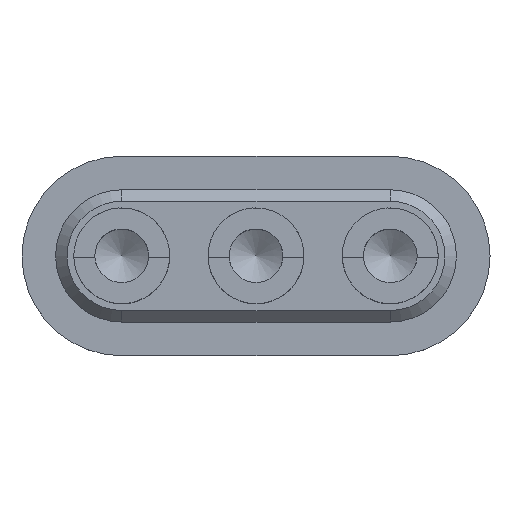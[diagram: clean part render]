
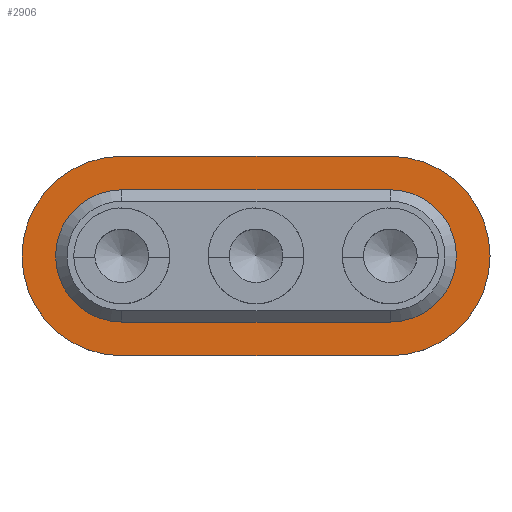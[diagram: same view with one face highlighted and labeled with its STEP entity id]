
A CAD part, top view. The second image highlights one B-rep face of the part: STEP entity #2906.
In plain terms, the highlighted face is planar.
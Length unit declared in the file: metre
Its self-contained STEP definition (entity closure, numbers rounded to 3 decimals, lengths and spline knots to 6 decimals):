
#284=CIRCLE('',#3164,0.000644);
#287=CIRCLE('',#3169,0.000644);
#290=CIRCLE('',#3173,0.001625);
#292=CIRCLE('',#3177,0.000644);
#297=CIRCLE('',#3184,0.001625);
#299=CIRCLE('',#3187,0.000644);
#307=CIRCLE('',#3203,0.001625);
#311=CIRCLE('',#3209,0.0026);
#312=CIRCLE('',#3210,0.0026);
#313=CIRCLE('',#3211,0.001625);
#904=ORIENTED_EDGE('',*,*,#1497,.T.);
#905=ORIENTED_EDGE('',*,*,#1498,.T.);
#906=ORIENTED_EDGE('',*,*,#1499,.T.);
#907=ORIENTED_EDGE('',*,*,#1500,.T.);
#908=ORIENTED_EDGE('',*,*,#1445,.T.);
#909=ORIENTED_EDGE('',*,*,#1501,.F.);
#910=ORIENTED_EDGE('',*,*,#1459,.F.);
#911=ORIENTED_EDGE('',*,*,#1467,.T.);
#912=ORIENTED_EDGE('',*,*,#1470,.T.);
#913=ORIENTED_EDGE('',*,*,#1493,.F.);
#914=ORIENTED_EDGE('',*,*,#1451,.F.);
#915=ORIENTED_EDGE('',*,*,#1455,.F.);
#1445=EDGE_CURVE('',#1780,#1779,#284,.T.);
#1451=EDGE_CURVE('',#1784,#1785,#287,.T.);
#1455=EDGE_CURVE('',#1780,#1784,#290,.T.);
#1459=EDGE_CURVE('',#1789,#1790,#292,.T.);
#1467=EDGE_CURVE('',#1789,#1795,#297,.T.);
#1470=EDGE_CURVE('',#1795,#1797,#299,.T.);
#1493=EDGE_CURVE('',#1785,#1797,#307,.T.);
#1497=EDGE_CURVE('',#1814,#1815,#2016,.T.);
#1498=EDGE_CURVE('',#1815,#1816,#311,.T.);
#1499=EDGE_CURVE('',#1816,#1817,#2017,.T.);
#1500=EDGE_CURVE('',#1817,#1814,#312,.T.);
#1501=EDGE_CURVE('',#1790,#1779,#313,.T.);
#1779=VERTEX_POINT('',#6139);
#1780=VERTEX_POINT('',#6141);
#1784=VERTEX_POINT('',#6152);
#1785=VERTEX_POINT('',#6154);
#1789=VERTEX_POINT('',#6168);
#1790=VERTEX_POINT('',#6170);
#1795=VERTEX_POINT('',#6184);
#1797=VERTEX_POINT('',#6190);
#1814=VERTEX_POINT('',#6245);
#1815=VERTEX_POINT('',#6246);
#1816=VERTEX_POINT('',#6248);
#1817=VERTEX_POINT('',#6250);
#2016=LINE('',#6244,#2219);
#2017=LINE('',#6249,#2220);
#2219=VECTOR('',#3868,1.);
#2220=VECTOR('',#3871,1.);
#2421=EDGE_LOOP('',(#904,#905,#906,#907));
#2422=EDGE_LOOP('',(#908,#909,#910,#911,#912,#913,#914,#915));
#2637=FACE_BOUND('',#2421,.T.);
#2638=FACE_BOUND('',#2422,.T.);
#2758=PLANE('',#3208);
#2906=ADVANCED_FACE('',(#2637,#2638),#2758,.T.);
#3164=AXIS2_PLACEMENT_3D('',#6140,#3753,#3754);
#3169=AXIS2_PLACEMENT_3D('',#6153,#3766,#3767);
#3173=AXIS2_PLACEMENT_3D('',#6160,#3775,#3776);
#3177=AXIS2_PLACEMENT_3D('',#6169,#3785,#3786);
#3184=AXIS2_PLACEMENT_3D('',#6185,#3802,#3803);
#3187=AXIS2_PLACEMENT_3D('',#6191,#3809,#3810);
#3203=AXIS2_PLACEMENT_3D('',#6238,#3856,#3857);
#3208=AXIS2_PLACEMENT_3D('',#6243,#3866,#3867);
#3209=AXIS2_PLACEMENT_3D('',#6247,#3869,#3870);
#3210=AXIS2_PLACEMENT_3D('',#6251,#3872,#3873);
#3211=AXIS2_PLACEMENT_3D('',#6252,#3874,#3875);
#3753=DIRECTION('',(0.,0.,-1.));
#3754=DIRECTION('',(-1.,0.,0.));
#3766=DIRECTION('',(0.,0.,1.));
#3767=DIRECTION('',(1.,0.,0.));
#3775=DIRECTION('',(0.,0.,-1.));
#3776=DIRECTION('',(-1.,0.,0.));
#3785=DIRECTION('',(0.,0.,1.));
#3786=DIRECTION('',(-1.,0.,0.));
#3802=DIRECTION('',(0.,0.,1.));
#3803=DIRECTION('',(-1.,0.,0.));
#3809=DIRECTION('',(0.,0.,-1.));
#3810=DIRECTION('',(1.,0.,0.));
#3856=DIRECTION('',(0.,0.,-1.));
#3857=DIRECTION('',(-1.,0.,0.));
#3866=DIRECTION('',(0.,0.,-1.));
#3867=DIRECTION('',(-1.,0.,0.));
#3868=DIRECTION('',(1.,0.,0.));
#3869=DIRECTION('',(0.,0.,-1.));
#3870=DIRECTION('',(-1.,0.,0.));
#3871=DIRECTION('',(-1.,0.,0.));
#3872=DIRECTION('',(0.,0.,-1.));
#3873=DIRECTION('',(-1.,0.,0.));
#3874=DIRECTION('',(0.,0.,-1.));
#3875=DIRECTION('',(-1.,0.,0.));
#6139=CARTESIAN_POINT('',(0.002246,-0.001034,-0.002));
#6140=CARTESIAN_POINT('',(0.00175,-0.001444,-0.002));
#6141=CARTESIAN_POINT('',(0.001254,-0.001034,-0.002));
#6152=CARTESIAN_POINT('',(-0.001254,-0.001034,-0.002));
#6153=CARTESIAN_POINT('',(-0.00175,-0.001444,-0.002));
#6154=CARTESIAN_POINT('',(-0.002246,-0.001034,-0.002));
#6160=CARTESIAN_POINT('',(0.,0.,-0.002));
#6168=CARTESIAN_POINT('',(0.001254,0.001034,-0.002));
#6169=CARTESIAN_POINT('',(0.00175,0.001444,-0.002));
#6170=CARTESIAN_POINT('',(0.002246,0.001034,-0.002));
#6184=CARTESIAN_POINT('',(-0.001254,0.001034,-0.002));
#6185=CARTESIAN_POINT('',(0.,0.,-0.002));
#6190=CARTESIAN_POINT('',(-0.002246,0.001034,-0.002));
#6191=CARTESIAN_POINT('',(-0.00175,0.001444,-0.002));
#6238=CARTESIAN_POINT('',(-0.0035,0.,-0.002));
#6243=CARTESIAN_POINT('',(0.0035,0.,-0.002));
#6244=CARTESIAN_POINT('',(0.0035,0.0026,-0.002));
#6245=CARTESIAN_POINT('',(-0.0035,0.0026,-0.002));
#6246=CARTESIAN_POINT('',(0.0035,0.0026,-0.002));
#6247=CARTESIAN_POINT('',(0.0035,0.,-0.002));
#6248=CARTESIAN_POINT('',(0.0035,-0.0026,-0.002));
#6249=CARTESIAN_POINT('',(0.0035,-0.0026,-0.002));
#6250=CARTESIAN_POINT('',(-0.0035,-0.0026,-0.002));
#6251=CARTESIAN_POINT('',(-0.0035,0.,-0.002));
#6252=CARTESIAN_POINT('',(0.0035,0.,-0.002));
